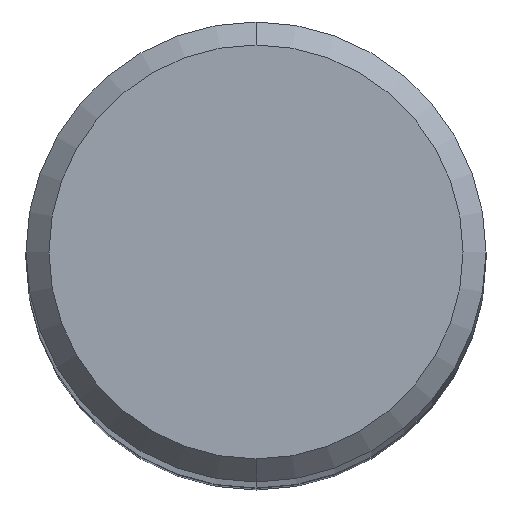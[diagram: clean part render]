
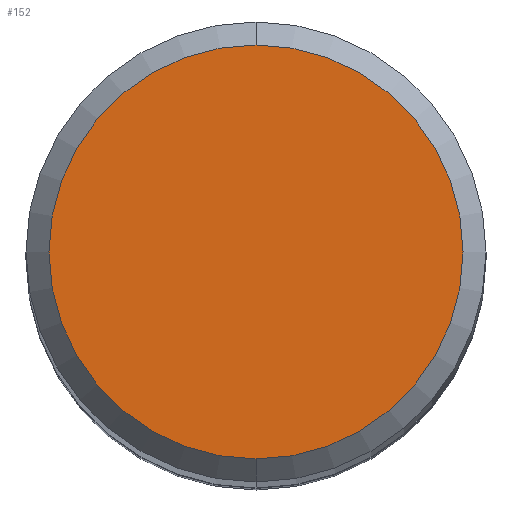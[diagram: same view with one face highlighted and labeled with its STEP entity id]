
A CAD part, top view. The second image highlights one B-rep face of the part: STEP entity #152.
In plain terms, the highlighted planar face has unit normal (0, 0, 1).
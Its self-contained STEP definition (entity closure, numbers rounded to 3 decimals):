
#130=VERTEX_POINT('',#258);
#150=EDGE_CURVE('',#130,#178,#282,.T.);
#152=ADVANCED_FACE('',(#284),#285,.T.);
#162=EDGE_CURVE('',#178,#130,#295,.T.);
#178=VERTEX_POINT('',#313);
#258=CARTESIAN_POINT('',(0.,-3.6,0.0));
#282=CIRCLE('',#426,3.6);
#284=FACE_OUTER_BOUND('',#428,.T.);
#285=PLANE('',#429);
#295=CIRCLE('',#443,3.6);
#313=CARTESIAN_POINT('',(0.0,3.6,0.0));
#426=AXIS2_PLACEMENT_3D('',#581,#582,#583);
#428=EDGE_LOOP('',(#585,#586));
#429=AXIS2_PLACEMENT_3D('',#587,#588,#589);
#443=AXIS2_PLACEMENT_3D('',#594,#595,#596);
#581=CARTESIAN_POINT('',(0.0,0.0,0.0));
#582=DIRECTION('',(0.0,0.0,-1.0));
#583=DIRECTION('',(0.0,1.0,0.0));
#585=ORIENTED_EDGE('',*,*,#162,.F.);
#586=ORIENTED_EDGE('',*,*,#150,.F.);
#587=CARTESIAN_POINT('',(0.0,1.8,0.0));
#588=DIRECTION('',(-0.0,0.0,1.0));
#589=DIRECTION('',(0.0,-1.0,0.0));
#594=CARTESIAN_POINT('',(0.0,0.0,0.0));
#595=DIRECTION('',(0.0,0.0,-1.0));
#596=DIRECTION('',(0.0,1.0,0.0));
